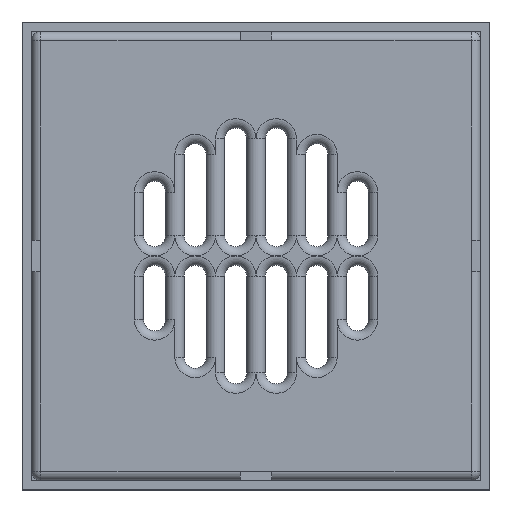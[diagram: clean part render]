
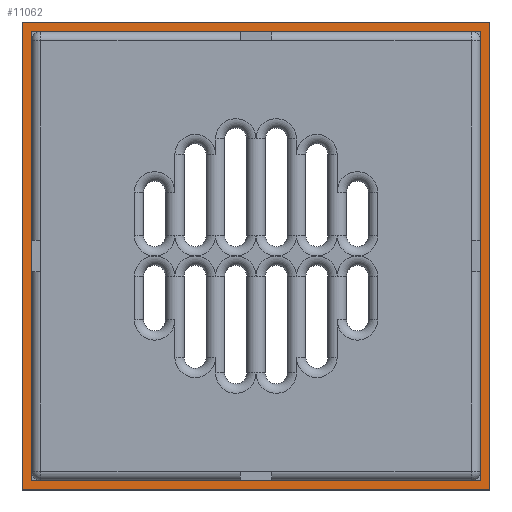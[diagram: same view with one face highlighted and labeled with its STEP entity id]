
A CAD part, top view. The second image highlights one B-rep face of the part: STEP entity #11062.
In plain terms, the highlighted planar face has unit normal (0, 0, 1).
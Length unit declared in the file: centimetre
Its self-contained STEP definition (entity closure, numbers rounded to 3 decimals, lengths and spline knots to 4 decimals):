
#592=FACE_BOUND('',#1854,.T.);
#704=PLANE('',#13828);
#1061=FACE_OUTER_BOUND('',#1853,.T.);
#1853=EDGE_LOOP('',(#6823,#6824,#6825,#6826));
#1854=EDGE_LOOP('',(#6827,#6828,#6829,#6830));
#3388=VERTEX_POINT('',#19215);
#3389=VERTEX_POINT('',#19217);
#3390=VERTEX_POINT('',#19221);
#3391=VERTEX_POINT('',#19225);
#3394=VERTEX_POINT('',#19234);
#3395=VERTEX_POINT('',#19236);
#3397=VERTEX_POINT('',#19242);
#3399=VERTEX_POINT('',#19248);
#4679=EDGE_CURVE('',#3389,#3388,#11816,.T.);
#4682=EDGE_CURVE('',#3388,#3390,#11819,.T.);
#4684=EDGE_CURVE('',#3390,#3391,#11821,.T.);
#4685=EDGE_CURVE('',#3391,#3389,#11822,.T.);
#4688=EDGE_CURVE('',#3395,#3394,#11825,.T.);
#4691=EDGE_CURVE('',#3397,#3395,#11828,.T.);
#4694=EDGE_CURVE('',#3399,#3397,#11831,.T.);
#4697=EDGE_CURVE('',#3394,#3399,#11834,.T.);
#6823=ORIENTED_EDGE('',*,*,#4697,.T.);
#6824=ORIENTED_EDGE('',*,*,#4694,.T.);
#6825=ORIENTED_EDGE('',*,*,#4691,.T.);
#6826=ORIENTED_EDGE('',*,*,#4688,.T.);
#6827=ORIENTED_EDGE('',*,*,#4679,.T.);
#6828=ORIENTED_EDGE('',*,*,#4682,.T.);
#6829=ORIENTED_EDGE('',*,*,#4684,.T.);
#6830=ORIENTED_EDGE('',*,*,#4685,.T.);
#11062=ADVANCED_FACE('',(#1061,#592),#704,.T.);
#11816=LINE('',#19218,#12784);
#11819=LINE('',#19223,#12787);
#11821=LINE('',#19227,#12789);
#11822=LINE('',#19229,#12790);
#11825=LINE('',#19237,#12793);
#11828=LINE('',#19243,#12796);
#11831=LINE('',#19249,#12799);
#11834=LINE('',#19253,#12802);
#12784=VECTOR('',#15397,1.);
#12787=VECTOR('',#15402,1.);
#12789=VECTOR('',#15406,1.);
#12790=VECTOR('',#15409,1.);
#12793=VECTOR('',#15414,1.);
#12796=VECTOR('',#15419,1.);
#12799=VECTOR('',#15424,1.);
#12802=VECTOR('',#15429,1.);
#13828=AXIS2_PLACEMENT_3D('',#19254,#15430,#15431);
#15397=DIRECTION('',(0.,-1.,0.));
#15402=DIRECTION('',(-1.,0.,0.));
#15406=DIRECTION('',(0.,1.,0.));
#15409=DIRECTION('',(1.,0.,0.));
#15414=DIRECTION('',(-1.,0.,0.));
#15419=DIRECTION('',(0.,1.,0.));
#15424=DIRECTION('',(1.,0.,0.));
#15429=DIRECTION('',(0.,-1.,0.));
#15430=DIRECTION('center_axis',(0.,0.,1.));
#15431=DIRECTION('ref_axis',(1.,0.,0.));
#19215=CARTESIAN_POINT('',(72.,-72.,220.));
#19217=CARTESIAN_POINT('',(72.,72.,220.));
#19218=CARTESIAN_POINT('',(72.,-36.,220.));
#19221=CARTESIAN_POINT('',(-72.,-72.,220.));
#19223=CARTESIAN_POINT('',(-36.,-72.,220.));
#19225=CARTESIAN_POINT('',(-72.,72.,220.));
#19227=CARTESIAN_POINT('',(-72.,36.,220.));
#19229=CARTESIAN_POINT('',(36.,72.,220.));
#19234=CARTESIAN_POINT('',(-75.,75.,220.));
#19236=CARTESIAN_POINT('',(75.,75.,220.));
#19237=CARTESIAN_POINT('',(75.,75.,220.));
#19242=CARTESIAN_POINT('',(75.,-75.,220.));
#19243=CARTESIAN_POINT('',(75.,-75.,220.));
#19248=CARTESIAN_POINT('',(-75.,-75.,220.));
#19249=CARTESIAN_POINT('',(-75.,-75.,220.));
#19253=CARTESIAN_POINT('',(-75.,75.,220.));
#19254=CARTESIAN_POINT('Origin',(0.,0.,220.));
